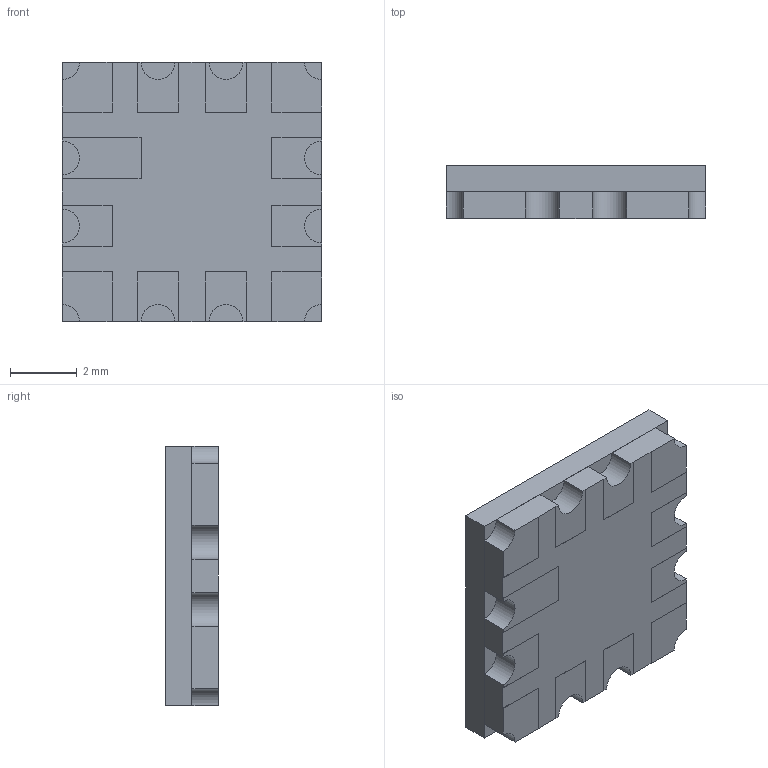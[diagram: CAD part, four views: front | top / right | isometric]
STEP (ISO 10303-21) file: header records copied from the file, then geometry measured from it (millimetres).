
FILE_DESCRIPTION (( 'STEP AP214' ), '1' );
FILE_NAME ('OPR5911.STEP', '2019-10-28T13:23:03', ( '' ), ( '' ), 'SwSTEP 2.0', 'SolidWorks 2018', '' );
FILE_SCHEMA (( 'AUTOMOTIVE_DESIGN' ));
Length unit declared in the file: inch
Products named in the file (1): OPR5911
Bounding box: 7.75 x 1.58 x 7.75 mm (x, y, z)
Volume: 91.3 mm3; surface area: 284 mm2
Topology: 2 solids, 2 shells, 138 faces, 372 edges, 248 vertices
Faces by surface type: plane 94, cylinder 44
Entity records: 5311 total; most frequent: CARTESIAN_POINT 759, ORIENTED_EDGE 744, DIRECTION 738, EDGE_CURVE 372, LINE 284, VECTOR 284, VERTEX_POINT 248, AXIS2_PLACEMENT_3D 227
